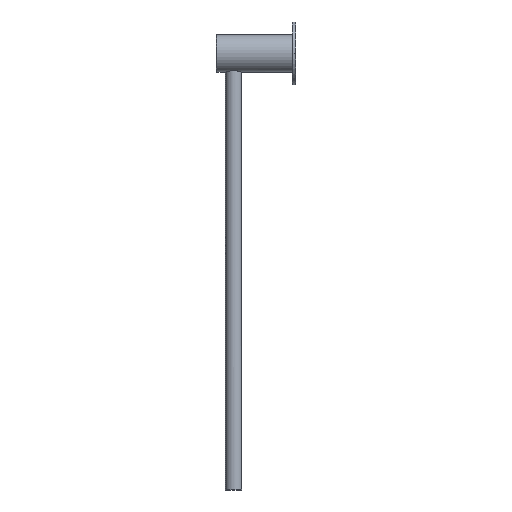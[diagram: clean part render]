
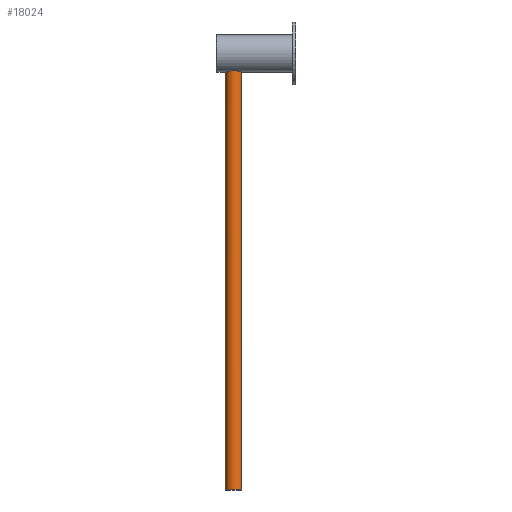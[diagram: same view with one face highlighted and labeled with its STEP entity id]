
A CAD part, left-side view. The second image highlights one B-rep face of the part: STEP entity #18024.
In plain terms, the highlighted cylindrical face has radius 9 mm (diameter 18 mm), a partial arc.
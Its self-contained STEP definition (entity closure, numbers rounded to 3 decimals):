
#17789=CARTESIAN_POINT('',(0.,0.,0.));
#17790=DIRECTION('',(1.,0.,0.));
#17791=DIRECTION('',(0.,0.667,-0.745));
#17792=AXIS2_PLACEMENT_3D('',#17789,#17790,#17791);
#17803=DIRECTION('',(1.,0.,0.));
#17804=VECTOR('',#17803,500.);
#17805=CARTESIAN_POINT('',(0.,0.,9.));
#17806=LINE('',#17805,#17804);
#17807=DIRECTION('',(1.,0.,0.));
#17808=VECTOR('',#17807,484.);
#17809=CARTESIAN_POINT('',(16.,0.,-9.));
#17810=LINE('',#17809,#17808);
#17811=DIRECTION('',(1.,0.,0.));
#17812=VECTOR('',#17811,10.);
#17813=CARTESIAN_POINT('',(0.,6.,-6.708));
#17814=LINE('',#17813,#17812);
#17815=CARTESIAN_POINT('',(500.,0.,0.));
#17816=DIRECTION('',(-1.,0.,0.));
#17817=DIRECTION('',(0.,0.,1.));
#17818=AXIS2_PLACEMENT_3D('',#17815,#17816,#17817);
#17855=CARTESIAN_POINT('',(16.,0.,-9.));
#17856=CARTESIAN_POINT('',(16.,0.268,-9.));
#17857=CARTESIAN_POINT('',(15.964,0.81,
-8.976));
#17858=CARTESIAN_POINT('',(15.798,1.618,
-8.866));
#17859=CARTESIAN_POINT('',(15.513,2.42,
-8.681));
#17860=CARTESIAN_POINT('',(15.101,3.201,
-8.425));
#17861=CARTESIAN_POINT('',(14.554,3.944,
-8.103));
#17862=CARTESIAN_POINT('',(13.88,4.609,
-7.741));
#17863=CARTESIAN_POINT('',(13.112,5.157,
-7.384));
#17864=CARTESIAN_POINT('',(12.321,5.555,
-7.085));
#17865=CARTESIAN_POINT('',(11.529,5.821,
-6.866));
#17866=CARTESIAN_POINT('',(10.746,5.97,
-6.735));
#17867=CARTESIAN_POINT('',(10.244,6.,-6.708));
#17868=CARTESIAN_POINT('',(10.,6.,-6.708));
#17931=CARTESIAN_POINT('',(0.,6.,-6.708));
#17932=VERTEX_POINT('',#17931);
#17933=CARTESIAN_POINT('',(0.,0.,9.));
#17934=VERTEX_POINT('',#17933);
#17939=CARTESIAN_POINT('',(16.,0.,-9.));
#17940=CARTESIAN_POINT('',(500.,0.,-9.));
#17941=VERTEX_POINT('',#17939);
#17942=VERTEX_POINT('',#17940);
#17943=CARTESIAN_POINT('',(500.,0.,9.));
#17944=VERTEX_POINT('',#17943);
#17945=CARTESIAN_POINT('',(10.,6.,-6.708));
#17946=VERTEX_POINT('',#17945);
#18008=CARTESIAN_POINT('',(0.,0.,0.));
#18009=DIRECTION('',(1.,0.,0.));
#18010=DIRECTION('',(0.,0.,-1.));
#18011=AXIS2_PLACEMENT_3D('',#18008,#18009,#18010);
#18012=CYLINDRICAL_SURFACE('',#18011,9.);
#18013=ORIENTED_EDGE('',*,*,#17995,.T.);
#18015=ORIENTED_EDGE('',*,*,#18014,.F.);
#18016=ORIENTED_EDGE('',*,*,#18001,.F.);
#18017=ORIENTED_EDGE('',*,*,#17968,.F.);
#18019=ORIENTED_EDGE('',*,*,#18018,.T.);
#18021=ORIENTED_EDGE('',*,*,#18020,.F.);
#18022=EDGE_LOOP('',(#18013,#18015,#18016,#18017,#18019,#18021));
#18023=FACE_OUTER_BOUND('',#18022,.F.);
#18024=ADVANCED_FACE('',(#18023),#18012,.T.);
#17793=CIRCLE('',#17792,9.);
#17819=CIRCLE('',#17818,9.);
#17869=B_SPLINE_CURVE_WITH_KNOTS('',3,(#17855,#17856,#17857,#17858,#17859,
#17860,#17861,#17862,#17863,#17864,#17865,#17866,#17867,#17868),.UNSPECIFIED.,
.F.,.F.,(4,1,1,1,1,1,1,1,1,1,1,4),(0.,0.091,0.182,
0.273,0.364,0.455,0.545,
0.636,0.727,0.818,0.909,1.),
.UNSPECIFIED.);
#17968=EDGE_CURVE('',#17932,#17934,#17793,.T.);
#17995=EDGE_CURVE('',#17941,#17942,#17810,.T.);
#18001=EDGE_CURVE('',#17934,#17944,#17806,.T.);
#18014=EDGE_CURVE('',#17944,#17942,#17819,.T.);
#18018=EDGE_CURVE('',#17932,#17946,#17814,.T.);
#18020=EDGE_CURVE('',#17941,#17946,#17869,.T.);
